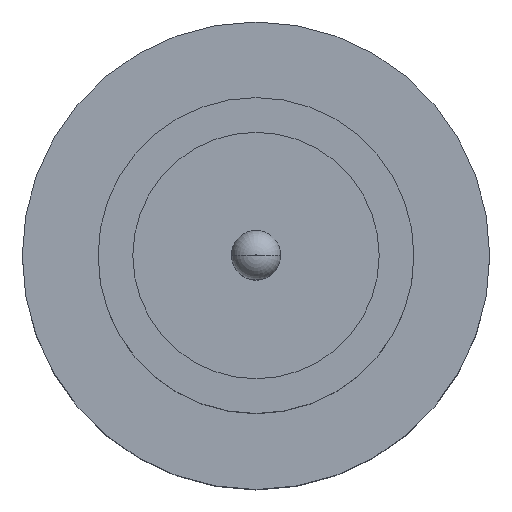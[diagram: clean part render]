
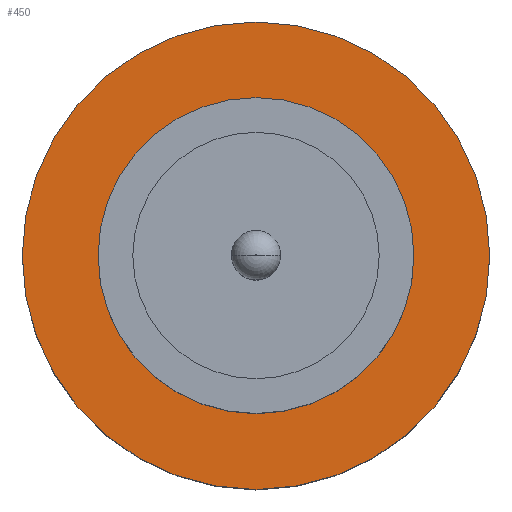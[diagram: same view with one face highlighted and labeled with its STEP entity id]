
A CAD part, top view. The second image highlights one B-rep face of the part: STEP entity #450.
In plain terms, the highlighted planar face has unit normal (0, 0, 1).
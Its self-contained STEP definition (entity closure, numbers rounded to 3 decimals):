
#21 = CIRCLE ( 'NONE', #347, 1.85 ) ;
#22 = DIRECTION ( 'NONE',  ( 0., 0., 1. ) ) ;
#74 = DIRECTION ( 'NONE',  ( 1., 0., 0. ) ) ;
#80 = CARTESIAN_POINT ( 'NONE',  ( 0., 0., 1.55 ) ) ;
#110 = AXIS2_PLACEMENT_3D ( 'NONE', #430, #563, #74 ) ;
#122 = CIRCLE ( 'NONE', #110, 1.85 ) ;
#133 = CARTESIAN_POINT ( 'NONE',  ( 0., 0., 1.55 ) ) ;
#156 = DIRECTION ( 'NONE',  ( 1., 0., 0. ) ) ;
#188 = AXIS2_PLACEMENT_3D ( 'NONE', #80, #860, #156 ) ;
#224 = ORIENTED_EDGE ( 'NONE', *, *, #334, .F. ) ;
#249 = ORIENTED_EDGE ( 'NONE', *, *, #323, .F. ) ;
#253 = AXIS2_PLACEMENT_3D ( 'NONE', #843, #834, #485 ) ;
#264 = VERTEX_POINT ( 'NONE', #348 ) ;
#278 = ORIENTED_EDGE ( 'NONE', *, *, #767, .T. ) ;
#316 = CIRCLE ( 'NONE', #253, 1.25 ) ;
#323 = EDGE_CURVE ( 'NONE', #906, #771, #500, .T. ) ;
#334 = EDGE_CURVE ( 'NONE', #771, #906, #316, .T. ) ;
#347 = AXIS2_PLACEMENT_3D ( 'NONE', #133, #830, #754 ) ;
#348 = CARTESIAN_POINT ( 'NONE',  ( -1.85, 0., 1.55 ) ) ;
#361 = EDGE_CURVE ( 'NONE', #264, #468, #122, .T. ) ;
#413 = CARTESIAN_POINT ( 'NONE',  ( -1.25, 0., 1.55 ) ) ;
#430 = CARTESIAN_POINT ( 'NONE',  ( 0., 0., 1.55 ) ) ;
#450 = ADVANCED_FACE ( 'NONE', ( #744, #665 ), #797, .T. ) ;
#468 = VERTEX_POINT ( 'NONE', #518 ) ;
#485 = DIRECTION ( 'NONE',  ( 1., 0., 0. ) ) ;
#500 = CIRCLE ( 'NONE', #743, 1.25 ) ;
#518 = CARTESIAN_POINT ( 'NONE',  ( 1.85, 0., 1.55 ) ) ;
#563 = DIRECTION ( 'NONE',  ( 0., 0., 1. ) ) ;
#569 = CARTESIAN_POINT ( 'NONE',  ( 1.25, 0., 1.55 ) ) ;
#581 = EDGE_LOOP ( 'NONE', ( #249, #224 ) ) ;
#665 = FACE_OUTER_BOUND ( 'NONE', #854, .T. ) ;
#734 = DIRECTION ( 'NONE',  ( 1., 0., 0. ) ) ;
#743 = AXIS2_PLACEMENT_3D ( 'NONE', #795, #22, #734 ) ;
#744 = FACE_BOUND ( 'NONE', #581, .T. ) ;
#754 = DIRECTION ( 'NONE',  ( 1., 0., 0. ) ) ;
#767 = EDGE_CURVE ( 'NONE', #468, #264, #21, .T. ) ;
#771 = VERTEX_POINT ( 'NONE', #413 ) ;
#784 = ORIENTED_EDGE ( 'NONE', *, *, #361, .T. ) ;
#795 = CARTESIAN_POINT ( 'NONE',  ( 0., 0., 1.55 ) ) ;
#797 = PLANE ( 'NONE',  #188 ) ;
#830 = DIRECTION ( 'NONE',  ( 0., 0., 1. ) ) ;
#834 = DIRECTION ( 'NONE',  ( 0., 0., 1. ) ) ;
#843 = CARTESIAN_POINT ( 'NONE',  ( 0., 0., 1.55 ) ) ;
#854 = EDGE_LOOP ( 'NONE', ( #784, #278 ) ) ;
#860 = DIRECTION ( 'NONE',  ( 0., 0., 1. ) ) ;
#906 = VERTEX_POINT ( 'NONE', #569 ) ;
